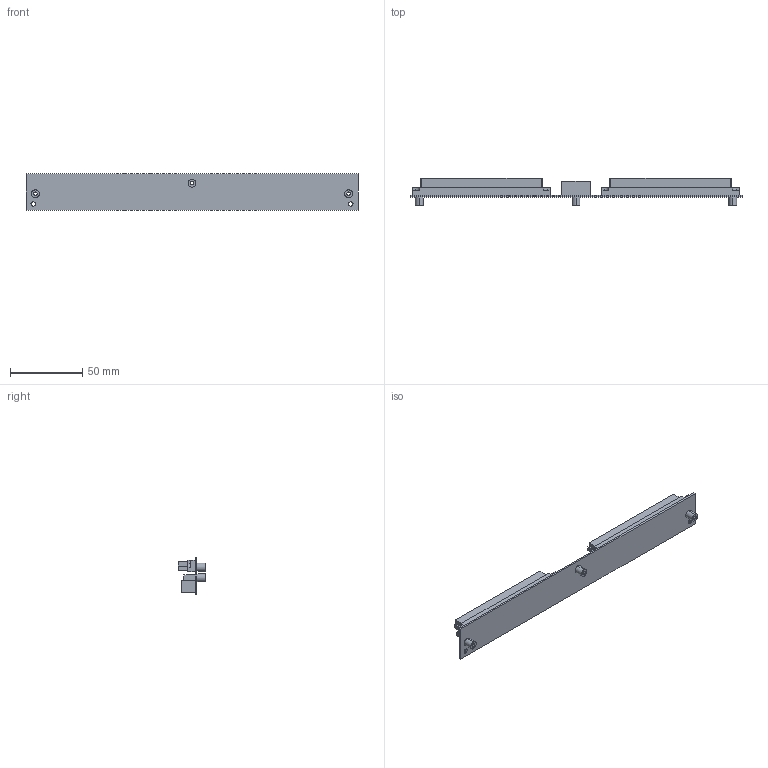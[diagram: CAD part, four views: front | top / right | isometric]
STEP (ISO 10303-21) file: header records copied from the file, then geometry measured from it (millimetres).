
FILE_DESCRIPTION (( 'STEP AP214' ), '1' );
FILE_NAME ('9681~1.STEP', '2021-07-30T12:44:31', ( '' ), ( '' ), 'SwSTEP 2.0', 'SolidWorks 2018', '' );
FILE_SCHEMA (( 'AUTOMOTIVE_DESIGN' ));
Length unit declared in the file: millimetre
Products named in the file (2): 9681~1
Bounding box: 230 x 19.3 x 25.6 mm (x, y, z)
Volume: 23504.9 mm3; surface area: 20651.9 mm2
Topology: 2 solids, 2 shells, 790 faces, 1908 edges, 1272 vertices
Faces by surface type: plane 762, cylinder 28
Entity records: 31202 total; most frequent: CARTESIAN_POINT 3972, ORIENTED_EDGE 3816, DIRECTION 3548, EDGE_CURVE 1908, LINE 1852, VECTOR 1852, VERTEX_POINT 1272, EDGE_LOOP 950
